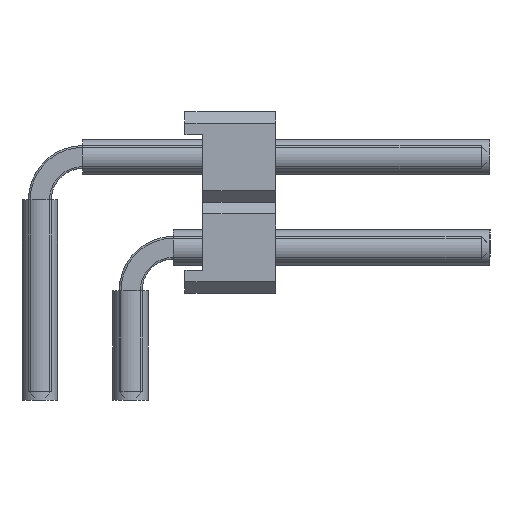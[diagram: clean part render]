
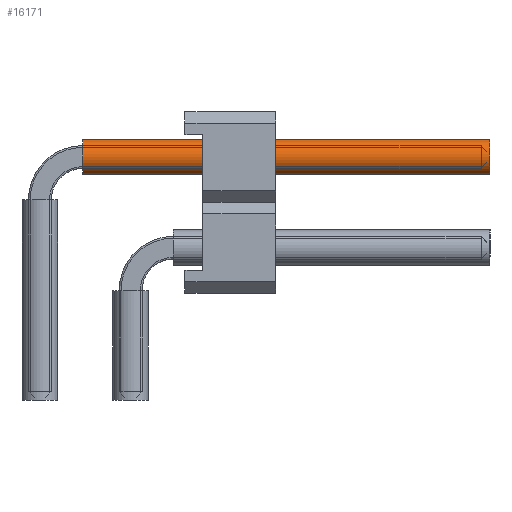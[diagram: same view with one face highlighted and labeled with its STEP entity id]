
A CAD part, left-side view. The second image highlights one B-rep face of the part: STEP entity #16171.
In plain terms, the highlighted cylindrical face has radius 0.5 mm (diameter 1 mm), a full revolution.
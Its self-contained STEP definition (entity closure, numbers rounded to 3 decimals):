
#8884=ORIENTED_EDGE('',*,*,#11192,.F.);
#8885=ORIENTED_EDGE('',*,*,#11193,.T.);
#11192=EDGE_CURVE('',#12728,#12728,#13280,.T.);
#11193=EDGE_CURVE('',#12729,#12729,#13281,.T.);
#12728=VERTEX_POINT('',#26885);
#12729=VERTEX_POINT('',#26887);
#13280=CIRCLE('',#17606,0.5);
#13281=CIRCLE('',#17607,0.5);
#14194=EDGE_LOOP('',(#8884));
#14195=EDGE_LOOP('',(#8885));
#15108=FACE_BOUND('',#14194,.T.);
#15109=FACE_BOUND('',#14195,.T.);
#15389=CYLINDRICAL_SURFACE('',#17605,0.5);
#16171=ADVANCED_FACE('',(#15108,#15109),#15389,.F.);
#17605=AXIS2_PLACEMENT_3D('',#26883,#22128,#22129);
#17606=AXIS2_PLACEMENT_3D('',#26884,#22130,#22131);
#17607=AXIS2_PLACEMENT_3D('',#26886,#22132,#22133);
#22128=DIRECTION('',(1.,0.,0.));
#22129=DIRECTION('',(0.,0.,-1.));
#22130=DIRECTION('',(-1.,0.,0.));
#22131=DIRECTION('',(0.,0.,1.));
#22132=DIRECTION('',(-1.,0.,0.));
#22133=DIRECTION('',(0.,0.,1.));
#26883=CARTESIAN_POINT('',(1.2,0.,6.81));
#26884=CARTESIAN_POINT('',(12.6,0.,6.81));
#26885=CARTESIAN_POINT('',(12.6,0.,7.31));
#26886=CARTESIAN_POINT('',(1.2,0.,6.81));
#26887=CARTESIAN_POINT('',(1.2,0.,7.31));
